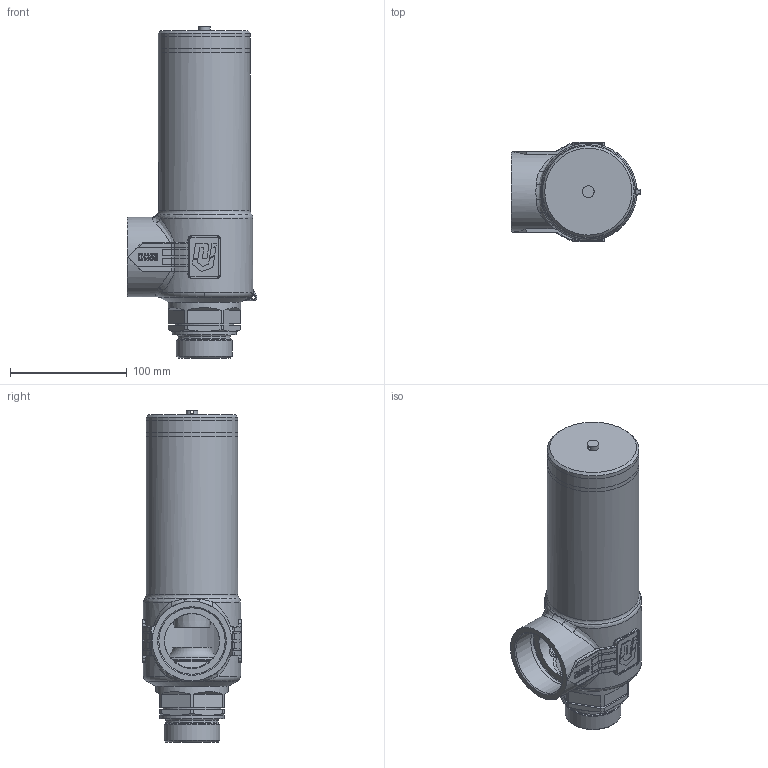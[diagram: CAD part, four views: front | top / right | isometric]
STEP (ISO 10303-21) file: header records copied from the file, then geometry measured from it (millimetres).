
FILE_DESCRIPTION(('HOOPS Exchange Step'),'2;1');
FILE_NAME('SV14-DN32-40-50.stp','2026-02-20T11:29:57+01:00',('nieru'),('Unknown organisation'),'HOOPS Exchange 2024.2','HOOPS Exchange','Unknown authorisation');
FILE_SCHEMA( ('AP203_CONFIGURATION_CONTROLLED_3D_DESIGN_OF_MECHANICAL_PARTS_AND_ASSEMBLIES_MIM_LF') );
Length unit declared in the file: millimetre
Products named in the file (2): 0; root
Assembly tree (1 placements, depth 2):
  root
    0
Bounding box: 111 x 85 x 283.8 mm (x, y, z)
Volume: 574498.1 mm3; surface area: 177581.6 mm2
Topology: 4 solids, 4 shells, 518 faces, 1400 edges, 928 vertices
Faces by surface type: plane 247, cylinder 111, bspline 98, torus 40, cone 22
Full cylindrical faces by diameter (mm): 3 x2, 6 x2, 10 x3, 23 x1, 25.2 x1, 44.5 x1, 47 x1, 47.3 x1, 47.8 x1, 50 x2, 50.2 x1, 52 x1, 54 x2, 55 x1, 56.7 x1, 58.2 x1, 60.2 x1, 62 x1, 67.7 x1, 68 x1, 68.4 x1, 70 x1, 74 x2, 76.4 x2, 78.4 x4
Entity records: 24755 total; most frequent: CARTESIAN_POINT 12339, ORIENTED_EDGE 2792, DIRECTION 2252, EDGE_CURVE 1396, VERTEX_POINT 928, AXIS2_PLACEMENT_3D 798, VECTOR 656, LINE 656
